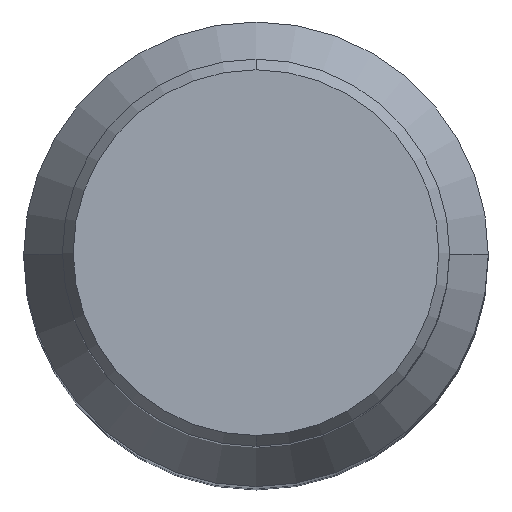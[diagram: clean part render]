
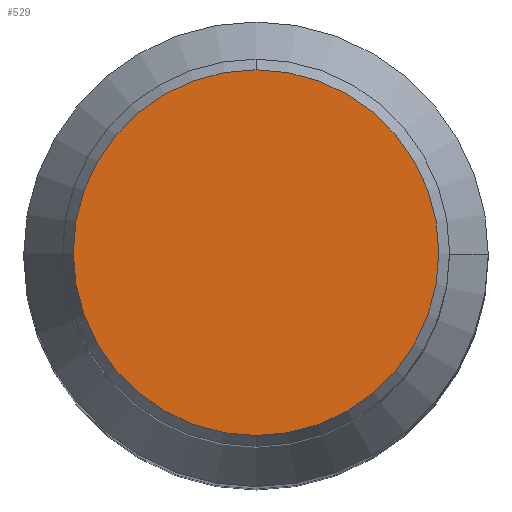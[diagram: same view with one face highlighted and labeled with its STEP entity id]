
A CAD part, top view. The second image highlights one B-rep face of the part: STEP entity #529.
In plain terms, the highlighted planar face has unit normal (0, 0, 1).
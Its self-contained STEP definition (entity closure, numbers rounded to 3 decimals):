
#235=EDGE_CURVE('',#267,#503,#597,.T.);
#267=VERTEX_POINT('',#632);
#363=EDGE_CURVE('',#503,#267,#737,.T.);
#503=VERTEX_POINT('',#895);
#529=ADVANCED_FACE('',(#922),#923,.T.);
#597=CIRCLE('',#1126,11.807);
#632=CARTESIAN_POINT('',(0.0,11.807,0.0));
#737=CIRCLE('',#1387,11.807);
#895=CARTESIAN_POINT('',(0.,-11.807,0.0));
#922=FACE_OUTER_BOUND('',#1772,.T.);
#923=PLANE('',#1773);
#1126=AXIS2_PLACEMENT_3D('',#1857,#1858,#1859);
#1387=AXIS2_PLACEMENT_3D('',#2011,#2012,#2013);
#1772=EDGE_LOOP('',(#2221,#2222));
#1773=AXIS2_PLACEMENT_3D('',#2223,#2224,#2225);
#1857=CARTESIAN_POINT('',(0.0,0.0,0.0));
#1858=DIRECTION('',(0.0,0.0,-1.0));
#1859=DIRECTION('',(0.0,1.0,0.0));
#2011=CARTESIAN_POINT('',(0.0,0.0,0.0));
#2012=DIRECTION('',(0.0,0.0,-1.0));
#2013=DIRECTION('',(0.0,1.0,0.0));
#2221=ORIENTED_EDGE('',*,*,#235,.F.);
#2222=ORIENTED_EDGE('',*,*,#363,.F.);
#2223=CARTESIAN_POINT('',(0.0,5.904,0.0));
#2224=DIRECTION('',(-0.0,0.0,1.0));
#2225=DIRECTION('',(0.0,-1.0,0.0));
